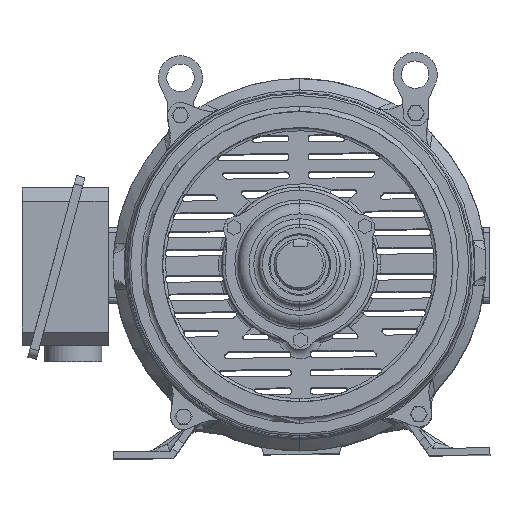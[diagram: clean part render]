
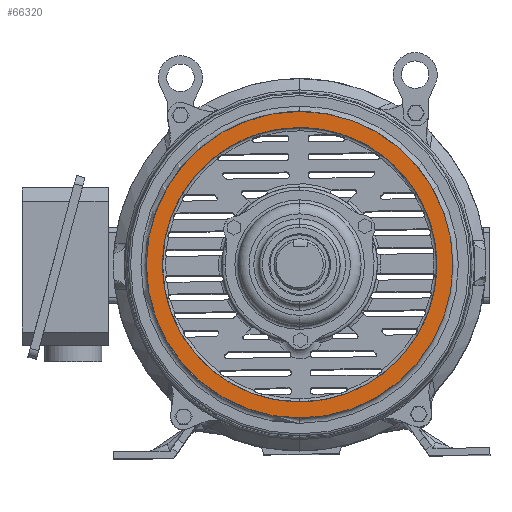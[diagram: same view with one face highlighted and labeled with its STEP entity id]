
A CAD part, top view. The second image highlights one B-rep face of the part: STEP entity #66320.
In plain terms, the highlighted face is planar.
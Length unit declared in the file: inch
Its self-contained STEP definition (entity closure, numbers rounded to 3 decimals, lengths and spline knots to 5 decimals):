
#5606 = DIRECTION ( 'NONE',  ( 1., 0., 0. ) ) ;
#6163 = VERTEX_POINT ( 'NONE', #72749 ) ;
#9983 = ORIENTED_EDGE ( 'NONE', *, *, #71980, .F. ) ;
#12697 = DIRECTION ( 'NONE',  ( 0., 1., 0. ) ) ;
#13189 = DIRECTION ( 'NONE',  ( 0., 1., 0. ) ) ;
#13825 = CARTESIAN_POINT ( 'NONE',  ( 0.94484, -10.41829, 5. ) ) ;
#13843 = DIRECTION ( 'NONE',  ( 0., 0., -1. ) ) ;
#20371 = CARTESIAN_POINT ( 'NONE',  ( 0.94484, -10.41829, -5. ) ) ;
#27736 = EDGE_CURVE ( 'NONE', #49918, #67524, #67431, .T. ) ;
#28449 = CARTESIAN_POINT ( 'NONE',  ( 0.89439, -10.41829, 4.99975 ) ) ;
#28785 = AXIS2_PLACEMENT_3D ( 'NONE', #83287, #13189, #5606 ) ;
#31751 = DIRECTION ( 'NONE',  ( 1., 0., 0. ) ) ;
#32663 = ORIENTED_EDGE ( 'NONE', *, *, #27736, .T. ) ;
#33661 = ORIENTED_EDGE ( 'NONE', *, *, #47146, .T. ) ;
#34301 = EDGE_CURVE ( 'NONE', #68936, #6163, #87329, .T. ) ;
#36812 = FACE_BOUND ( 'NONE', #84814, .T. ) ;
#38655 = CARTESIAN_POINT ( 'NONE',  ( 6.53539, -10.41829, 0. ) ) ;
#44270 = DIRECTION ( 'NONE',  ( 0., 0., -1. ) ) ;
#45418 = DIRECTION ( 'NONE',  ( 0., 1., 0. ) ) ;
#47146 = EDGE_CURVE ( 'NONE', #67524, #49918, #69444, .T. ) ;
#47202 = DIRECTION ( 'NONE',  ( 0., 1., 0. ) ) ;
#49918 = VERTEX_POINT ( 'NONE', #20371 ) ;
#58971 = AXIS2_PLACEMENT_3D ( 'NONE', #71632, #47202, #31751 ) ;
#66320 = ADVANCED_FACE ( 'NONE', ( #36812, #97095 ), #99628, .F. ) ;
#67431 = CIRCLE ( 'NONE', #79003, 5. ) ;
#67524 = VERTEX_POINT ( 'NONE', #13825 ) ;
#68936 = VERTEX_POINT ( 'NONE', #38655 ) ;
#69444 = CIRCLE ( 'NONE', #98444, 5. ) ;
#71632 = CARTESIAN_POINT ( 'NONE',  ( 0.94484, -10.41829, 0. ) ) ;
#71980 = EDGE_CURVE ( 'NONE', #6163, #68936, #96229, .T. ) ;
#72749 = CARTESIAN_POINT ( 'NONE',  ( -4.64571, -10.41829, 0. ) ) ;
#78769 = AXIS2_PLACEMENT_3D ( 'NONE', #28449, #91336, #92023 ) ;
#79003 = AXIS2_PLACEMENT_3D ( 'NONE', #93527, #45418, #13843 ) ;
#83287 = CARTESIAN_POINT ( 'NONE',  ( 0.94484, -10.41829, 0. ) ) ;
#84814 = EDGE_LOOP ( 'NONE', ( #32663, #33661 ) ) ;
#87329 = CIRCLE ( 'NONE', #58971, 5.59055 ) ;
#91336 = DIRECTION ( 'NONE',  ( 0., 1., 0. ) ) ;
#91706 = CARTESIAN_POINT ( 'NONE',  ( 0.94484, -10.41829, 0. ) ) ;
#92023 = DIRECTION ( 'NONE',  ( -1., 0., 0. ) ) ;
#93527 = CARTESIAN_POINT ( 'NONE',  ( 0.94484, -10.41829, 0. ) ) ;
#96229 = CIRCLE ( 'NONE', #28785, 5.59055 ) ;
#97095 = FACE_OUTER_BOUND ( 'NONE', #101088, .T. ) ;
#98444 = AXIS2_PLACEMENT_3D ( 'NONE', #91706, #12697, #44270 ) ;
#99628 = PLANE ( 'NONE',  #78769 ) ;
#101088 = EDGE_LOOP ( 'NONE', ( #101998, #9983 ) ) ;
#101998 = ORIENTED_EDGE ( 'NONE', *, *, #34301, .F. ) ;
